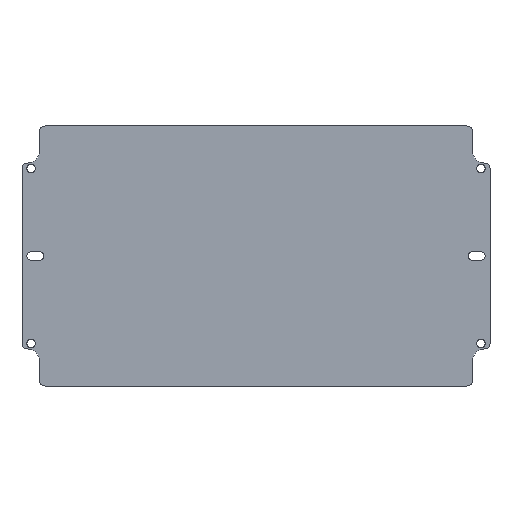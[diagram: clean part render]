
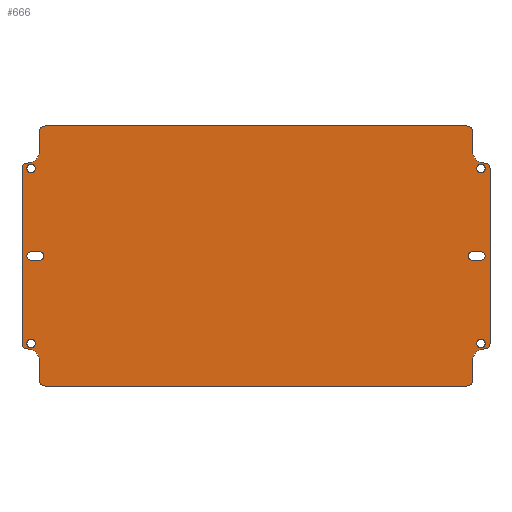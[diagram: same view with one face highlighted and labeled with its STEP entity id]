
A CAD part, top view. The second image highlights one B-rep face of the part: STEP entity #666.
In plain terms, the highlighted planar face has unit normal (0, 0, 1).
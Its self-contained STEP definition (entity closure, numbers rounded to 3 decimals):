
#15=LINE('',#960,#67);
#20=LINE('',#974,#72);
#23=LINE('',#994,#75);
#28=LINE('',#1008,#80);
#33=LINE('',#1031,#85);
#37=LINE('',#1043,#89);
#41=LINE('',#1055,#93);
#46=LINE('',#1073,#98);
#51=LINE('',#1091,#103);
#55=LINE('',#1103,#107);
#59=LINE('',#1115,#111);
#64=LINE('',#1133,#116);
#67=VECTOR('',#759,10.);
#72=VECTOR('',#772,10.);
#75=VECTOR('',#795,10.);
#80=VECTOR('',#808,10.);
#85=VECTOR('',#833,10.);
#89=VECTOR('',#845,10.);
#93=VECTOR('',#857,10.);
#98=VECTOR('',#876,10.);
#103=VECTOR('',#895,10.);
#107=VECTOR('',#907,10.);
#111=VECTOR('',#919,10.);
#116=VECTOR('',#938,10.);
#132=PLANE('',#748);
#143=FACE_BOUND('',#227,.T.);
#144=FACE_BOUND('',#228,.T.);
#145=FACE_BOUND('',#229,.T.);
#146=FACE_BOUND('',#230,.T.);
#147=FACE_BOUND('',#231,.T.);
#148=FACE_BOUND('',#232,.T.);
#182=FACE_OUTER_BOUND('',#226,.T.);
#226=EDGE_LOOP('',(#581,#582,#583,#584,#585,#586,#587,#588,#589,#590,#591,
#592,#593,#594,#595,#596,#597,#598,#599,#600));
#227=EDGE_LOOP('',(#601));
#228=EDGE_LOOP('',(#602,#603,#604,#605));
#229=EDGE_LOOP('',(#606));
#230=EDGE_LOOP('',(#607));
#231=EDGE_LOOP('',(#608,#609,#610,#611));
#232=EDGE_LOOP('',(#612));
#233=CIRCLE('',#676,3.5);
#235=CIRCLE('',#680,3.5);
#237=CIRCLE('',#684,3.5);
#239=CIRCLE('',#687,3.5);
#241=CIRCLE('',#690,3.5);
#243=CIRCLE('',#694,3.5);
#245=CIRCLE('',#698,3.5);
#247=CIRCLE('',#701,3.5);
#249=CIRCLE('',#704,10.);
#251=CIRCLE('',#708,4.5);
#253=CIRCLE('',#712,4.5);
#255=CIRCLE('',#716,10.);
#257=CIRCLE('',#719,4.5);
#259=CIRCLE('',#723,4.5);
#261=CIRCLE('',#726,10.);
#263=CIRCLE('',#730,4.5);
#265=CIRCLE('',#734,4.5);
#267=CIRCLE('',#738,10.);
#269=CIRCLE('',#741,4.5);
#271=CIRCLE('',#745,4.5);
#273=VERTEX_POINT('',#953);
#275=VERTEX_POINT('',#958);
#276=VERTEX_POINT('',#959);
#279=VERTEX_POINT('',#967);
#281=VERTEX_POINT('',#973);
#283=VERTEX_POINT('',#982);
#285=VERTEX_POINT('',#987);
#287=VERTEX_POINT('',#992);
#288=VERTEX_POINT('',#993);
#291=VERTEX_POINT('',#1001);
#293=VERTEX_POINT('',#1007);
#295=VERTEX_POINT('',#1016);
#297=VERTEX_POINT('',#1021);
#298=VERTEX_POINT('',#1022);
#301=VERTEX_POINT('',#1030);
#303=VERTEX_POINT('',#1036);
#305=VERTEX_POINT('',#1042);
#307=VERTEX_POINT('',#1048);
#309=VERTEX_POINT('',#1054);
#311=VERTEX_POINT('',#1060);
#313=VERTEX_POINT('',#1066);
#315=VERTEX_POINT('',#1072);
#317=VERTEX_POINT('',#1078);
#319=VERTEX_POINT('',#1084);
#321=VERTEX_POINT('',#1090);
#323=VERTEX_POINT('',#1096);
#325=VERTEX_POINT('',#1102);
#327=VERTEX_POINT('',#1108);
#329=VERTEX_POINT('',#1114);
#331=VERTEX_POINT('',#1120);
#333=VERTEX_POINT('',#1126);
#335=VERTEX_POINT('',#1132);
#337=EDGE_CURVE('',#273,#273,#233,.T.);
#339=EDGE_CURVE('',#275,#276,#15,.T.);
#343=EDGE_CURVE('',#276,#279,#235,.T.);
#346=EDGE_CURVE('',#279,#281,#20,.T.);
#349=EDGE_CURVE('',#281,#275,#237,.T.);
#351=EDGE_CURVE('',#283,#283,#239,.T.);
#353=EDGE_CURVE('',#285,#285,#241,.T.);
#355=EDGE_CURVE('',#287,#288,#23,.T.);
#359=EDGE_CURVE('',#288,#291,#243,.T.);
#362=EDGE_CURVE('',#291,#293,#28,.T.);
#365=EDGE_CURVE('',#293,#287,#245,.T.);
#367=EDGE_CURVE('',#295,#295,#247,.T.);
#369=EDGE_CURVE('',#297,#298,#249,.T.);
#373=EDGE_CURVE('',#298,#301,#33,.T.);
#376=EDGE_CURVE('',#301,#303,#251,.T.);
#379=EDGE_CURVE('',#303,#305,#37,.T.);
#382=EDGE_CURVE('',#305,#307,#253,.T.);
#385=EDGE_CURVE('',#307,#309,#41,.T.);
#388=EDGE_CURVE('',#309,#311,#255,.T.);
#391=EDGE_CURVE('',#311,#313,#257,.T.);
#394=EDGE_CURVE('',#313,#315,#46,.T.);
#397=EDGE_CURVE('',#315,#317,#259,.T.);
#400=EDGE_CURVE('',#317,#319,#261,.T.);
#403=EDGE_CURVE('',#319,#321,#51,.T.);
#406=EDGE_CURVE('',#321,#323,#263,.T.);
#409=EDGE_CURVE('',#323,#325,#55,.T.);
#412=EDGE_CURVE('',#325,#327,#265,.T.);
#415=EDGE_CURVE('',#327,#329,#59,.T.);
#418=EDGE_CURVE('',#329,#331,#267,.T.);
#421=EDGE_CURVE('',#331,#333,#269,.T.);
#424=EDGE_CURVE('',#333,#335,#64,.T.);
#427=EDGE_CURVE('',#335,#297,#271,.T.);
#581=ORIENTED_EDGE('',*,*,#369,.F.);
#582=ORIENTED_EDGE('',*,*,#427,.F.);
#583=ORIENTED_EDGE('',*,*,#424,.F.);
#584=ORIENTED_EDGE('',*,*,#421,.F.);
#585=ORIENTED_EDGE('',*,*,#418,.F.);
#586=ORIENTED_EDGE('',*,*,#415,.F.);
#587=ORIENTED_EDGE('',*,*,#412,.F.);
#588=ORIENTED_EDGE('',*,*,#409,.F.);
#589=ORIENTED_EDGE('',*,*,#406,.F.);
#590=ORIENTED_EDGE('',*,*,#403,.F.);
#591=ORIENTED_EDGE('',*,*,#400,.F.);
#592=ORIENTED_EDGE('',*,*,#397,.F.);
#593=ORIENTED_EDGE('',*,*,#394,.F.);
#594=ORIENTED_EDGE('',*,*,#391,.F.);
#595=ORIENTED_EDGE('',*,*,#388,.F.);
#596=ORIENTED_EDGE('',*,*,#385,.F.);
#597=ORIENTED_EDGE('',*,*,#382,.F.);
#598=ORIENTED_EDGE('',*,*,#379,.F.);
#599=ORIENTED_EDGE('',*,*,#376,.F.);
#600=ORIENTED_EDGE('',*,*,#373,.F.);
#601=ORIENTED_EDGE('',*,*,#337,.T.);
#602=ORIENTED_EDGE('',*,*,#339,.T.);
#603=ORIENTED_EDGE('',*,*,#343,.T.);
#604=ORIENTED_EDGE('',*,*,#346,.T.);
#605=ORIENTED_EDGE('',*,*,#349,.T.);
#606=ORIENTED_EDGE('',*,*,#351,.T.);
#607=ORIENTED_EDGE('',*,*,#353,.T.);
#608=ORIENTED_EDGE('',*,*,#355,.T.);
#609=ORIENTED_EDGE('',*,*,#359,.T.);
#610=ORIENTED_EDGE('',*,*,#362,.T.);
#611=ORIENTED_EDGE('',*,*,#365,.T.);
#612=ORIENTED_EDGE('',*,*,#367,.T.);
#666=ADVANCED_FACE('',(#182,#143,#144,#145,#146,#147,#148),#132,.T.);
#676=AXIS2_PLACEMENT_3D('',#954,#753,#754);
#680=AXIS2_PLACEMENT_3D('',#968,#765,#766);
#684=AXIS2_PLACEMENT_3D('',#979,#777,#778);
#687=AXIS2_PLACEMENT_3D('',#983,#783,#784);
#690=AXIS2_PLACEMENT_3D('',#988,#789,#790);
#694=AXIS2_PLACEMENT_3D('',#1002,#801,#802);
#698=AXIS2_PLACEMENT_3D('',#1013,#813,#814);
#701=AXIS2_PLACEMENT_3D('',#1017,#819,#820);
#704=AXIS2_PLACEMENT_3D('',#1023,#825,#826);
#708=AXIS2_PLACEMENT_3D('',#1037,#838,#839);
#712=AXIS2_PLACEMENT_3D('',#1049,#850,#851);
#716=AXIS2_PLACEMENT_3D('',#1061,#862,#863);
#719=AXIS2_PLACEMENT_3D('',#1067,#869,#870);
#723=AXIS2_PLACEMENT_3D('',#1079,#881,#882);
#726=AXIS2_PLACEMENT_3D('',#1085,#888,#889);
#730=AXIS2_PLACEMENT_3D('',#1097,#900,#901);
#734=AXIS2_PLACEMENT_3D('',#1109,#912,#913);
#738=AXIS2_PLACEMENT_3D('',#1121,#924,#925);
#741=AXIS2_PLACEMENT_3D('',#1127,#931,#932);
#745=AXIS2_PLACEMENT_3D('',#1138,#943,#944);
#748=AXIS2_PLACEMENT_3D('',#1141,#949,#950);
#753=DIRECTION('center_axis',(0.,0.,-1.));
#754=DIRECTION('ref_axis',(-1.,0.,0.));
#759=DIRECTION('',(1.,0.,0.));
#765=DIRECTION('center_axis',(0.,0.,-1.));
#766=DIRECTION('ref_axis',(0.,-1.,0.));
#772=DIRECTION('',(-1.,0.,0.));
#777=DIRECTION('center_axis',(0.,0.,-1.));
#778=DIRECTION('ref_axis',(0.,1.,0.));
#783=DIRECTION('center_axis',(0.,0.,-1.));
#784=DIRECTION('ref_axis',(-1.,0.,0.));
#789=DIRECTION('center_axis',(0.,0.,-1.));
#790=DIRECTION('ref_axis',(-1.,0.,0.));
#795=DIRECTION('',(1.,0.,0.));
#801=DIRECTION('center_axis',(0.,0.,-1.));
#802=DIRECTION('ref_axis',(0.,-1.,0.));
#808=DIRECTION('',(-1.,0.,0.));
#813=DIRECTION('center_axis',(0.,0.,-1.));
#814=DIRECTION('ref_axis',(0.,1.,0.));
#819=DIRECTION('center_axis',(0.,0.,-1.));
#820=DIRECTION('ref_axis',(-1.,0.,0.));
#825=DIRECTION('center_axis',(0.,0.,1.));
#826=DIRECTION('ref_axis',(0.,1.,0.));
#833=DIRECTION('',(0.,1.,0.));
#838=DIRECTION('center_axis',(0.,0.,-1.));
#839=DIRECTION('ref_axis',(0.,1.,0.));
#845=DIRECTION('',(1.,0.,0.));
#850=DIRECTION('center_axis',(0.,0.,-1.));
#851=DIRECTION('ref_axis',(1.,0.,0.));
#857=DIRECTION('',(0.,-1.,0.));
#862=DIRECTION('center_axis',(0.,0.,1.));
#863=DIRECTION('ref_axis',(1.,0.,0.));
#869=DIRECTION('center_axis',(0.,0.,-1.));
#870=DIRECTION('ref_axis',(1.,0.,0.));
#876=DIRECTION('',(0.,-1.,0.));
#881=DIRECTION('center_axis',(0.,0.,-1.));
#882=DIRECTION('ref_axis',(0.,-1.,0.));
#888=DIRECTION('center_axis',(0.,0.,1.));
#889=DIRECTION('ref_axis',(0.,-1.,0.));
#895=DIRECTION('',(0.,-1.,0.));
#900=DIRECTION('center_axis',(0.,0.,-1.));
#901=DIRECTION('ref_axis',(0.,-1.,0.));
#907=DIRECTION('',(-1.,0.,0.));
#912=DIRECTION('center_axis',(0.,0.,-1.));
#913=DIRECTION('ref_axis',(-1.,0.,0.));
#919=DIRECTION('',(0.,1.,0.));
#924=DIRECTION('center_axis',(0.,0.,1.));
#925=DIRECTION('ref_axis',(-1.,0.,0.));
#931=DIRECTION('center_axis',(0.,0.,-1.));
#932=DIRECTION('ref_axis',(-1.,0.,0.));
#938=DIRECTION('',(0.,1.,0.));
#943=DIRECTION('center_axis',(0.,0.,-1.));
#944=DIRECTION('ref_axis',(0.,1.,0.));
#949=DIRECTION('center_axis',(0.,0.,1.));
#950=DIRECTION('ref_axis',(1.,0.,0.));
#953=CARTESIAN_POINT('',(188.5,72.,1.5));
#954=CARTESIAN_POINT('Origin',(185.,72.,1.5));
#958=CARTESIAN_POINT('',(178.,3.5,1.5));
#959=CARTESIAN_POINT('',(185.,3.5,1.5));
#960=CARTESIAN_POINT('',(89.,3.5,1.5));
#967=CARTESIAN_POINT('',(185.,-3.5,1.5));
#968=CARTESIAN_POINT('Origin',(185.,0.,1.5));
#973=CARTESIAN_POINT('',(178.,-3.5,1.5));
#974=CARTESIAN_POINT('',(92.5,-3.5,1.5));
#979=CARTESIAN_POINT('Origin',(178.,0.,1.5));
#982=CARTESIAN_POINT('',(188.5,-72.,1.5));
#983=CARTESIAN_POINT('Origin',(185.,-72.,1.5));
#987=CARTESIAN_POINT('',(-181.5,-72.,1.5));
#988=CARTESIAN_POINT('Origin',(-185.,-72.,1.5));
#992=CARTESIAN_POINT('',(-185.,3.5,1.5));
#993=CARTESIAN_POINT('',(-178.,3.5,1.5));
#994=CARTESIAN_POINT('',(-92.5,3.5,1.5));
#1001=CARTESIAN_POINT('',(-178.,-3.5,1.5));
#1002=CARTESIAN_POINT('Origin',(-178.,0.,1.5));
#1007=CARTESIAN_POINT('',(-185.,-3.5,1.5));
#1008=CARTESIAN_POINT('',(-89.,-3.5,1.5));
#1013=CARTESIAN_POINT('Origin',(-185.,0.,1.5));
#1016=CARTESIAN_POINT('',(-181.5,72.,1.5));
#1017=CARTESIAN_POINT('Origin',(-185.,72.,1.5));
#1021=CARTESIAN_POINT('',(-188.,76.5,1.5));
#1022=CARTESIAN_POINT('',(-178.,86.5,1.5));
#1023=CARTESIAN_POINT('Origin',(-188.,86.5,1.5));
#1030=CARTESIAN_POINT('',(-178.,102.5,1.5));
#1031=CARTESIAN_POINT('',(-178.,102.5,1.5));
#1036=CARTESIAN_POINT('',(-173.5,107.,1.5));
#1037=CARTESIAN_POINT('Origin',(-173.5,102.5,1.5));
#1042=CARTESIAN_POINT('',(173.5,107.,1.5));
#1043=CARTESIAN_POINT('',(173.5,107.,1.5));
#1048=CARTESIAN_POINT('',(178.,102.5,1.5));
#1049=CARTESIAN_POINT('Origin',(173.5,102.5,1.5));
#1054=CARTESIAN_POINT('',(178.,86.5,1.5));
#1055=CARTESIAN_POINT('',(178.,86.5,1.5));
#1060=CARTESIAN_POINT('',(188.,76.5,1.5));
#1061=CARTESIAN_POINT('Origin',(188.,86.5,1.5));
#1066=CARTESIAN_POINT('',(192.5,72.,1.5));
#1067=CARTESIAN_POINT('Origin',(188.,72.,1.5));
#1072=CARTESIAN_POINT('',(192.5,-72.,1.5));
#1073=CARTESIAN_POINT('',(192.5,-72.,1.5));
#1078=CARTESIAN_POINT('',(188.,-76.5,1.5));
#1079=CARTESIAN_POINT('Origin',(188.,-72.,1.5));
#1084=CARTESIAN_POINT('',(178.,-86.5,1.5));
#1085=CARTESIAN_POINT('Origin',(188.,-86.5,1.5));
#1090=CARTESIAN_POINT('',(178.,-102.5,1.5));
#1091=CARTESIAN_POINT('',(178.,-102.5,1.5));
#1096=CARTESIAN_POINT('',(173.5,-107.,1.5));
#1097=CARTESIAN_POINT('Origin',(173.5,-102.5,1.5));
#1102=CARTESIAN_POINT('',(-173.5,-107.,1.5));
#1103=CARTESIAN_POINT('',(-173.5,-107.,1.5));
#1108=CARTESIAN_POINT('',(-178.,-102.5,1.5));
#1109=CARTESIAN_POINT('Origin',(-173.5,-102.5,1.5));
#1114=CARTESIAN_POINT('',(-178.,-86.5,1.5));
#1115=CARTESIAN_POINT('',(-178.,-86.5,1.5));
#1120=CARTESIAN_POINT('',(-188.,-76.5,1.5));
#1121=CARTESIAN_POINT('Origin',(-188.,-86.5,1.5));
#1126=CARTESIAN_POINT('',(-192.5,-72.,1.5));
#1127=CARTESIAN_POINT('Origin',(-188.,-72.,1.5));
#1132=CARTESIAN_POINT('',(-192.5,72.,1.5));
#1133=CARTESIAN_POINT('',(-192.5,72.,1.5));
#1138=CARTESIAN_POINT('Origin',(-188.,72.,1.5));
#1141=CARTESIAN_POINT('Origin',(0.,0.,
1.5));
